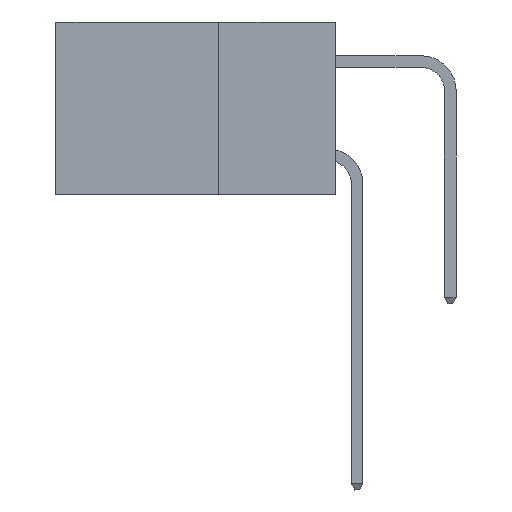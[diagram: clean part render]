
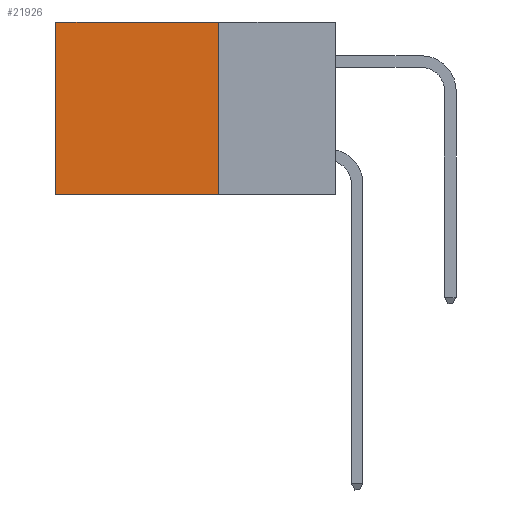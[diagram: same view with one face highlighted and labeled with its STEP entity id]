
A CAD part, left-side view. The second image highlights one B-rep face of the part: STEP entity #21926.
In plain terms, the highlighted planar face has unit normal (-1, 0, 0).
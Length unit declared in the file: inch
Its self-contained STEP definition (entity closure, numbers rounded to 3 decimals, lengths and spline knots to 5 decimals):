
#44 = DIRECTION ( 'NONE',  ( 0., 0., -1. ) ) ;
#1038 = ORIENTED_EDGE ( 'NONE', *, *, #21326, .T. ) ;
#2243 = EDGE_CURVE ( 'NONE', #3003, #14913, #16387, .T. ) ;
#2395 = CARTESIAN_POINT ( 'NONE',  ( 0.2875, 0.6, 0. ) ) ;
#3003 = VERTEX_POINT ( 'NONE', #2395 ) ;
#4139 = LINE ( 'NONE', #34614, #18360 ) ;
#4968 = LINE ( 'NONE', #12154, #14617 ) ;
#5405 = FACE_OUTER_BOUND ( 'NONE', #20254, .T. ) ;
#5861 = ORIENTED_EDGE ( 'NONE', *, *, #2243, .T. ) ;
#8108 = DIRECTION ( 'NONE',  ( 0., 1., 0. ) ) ;
#8498 = DIRECTION ( 'NONE',  ( 0., 1., 0. ) ) ;
#12129 = EDGE_CURVE ( 'NONE', #16145, #14913, #4139, .T. ) ;
#12154 = CARTESIAN_POINT ( 'NONE',  ( 0.2875, 0.25, 0. ) ) ;
#12166 = VECTOR ( 'NONE', #8498, 39.37008 ) ;
#13056 = ORIENTED_EDGE ( 'NONE', *, *, #29546, .F. ) ;
#14098 = DIRECTION ( 'NONE',  ( 0., 0., -1. ) ) ;
#14617 = VECTOR ( 'NONE', #25061, 39.37008 ) ;
#14913 = VERTEX_POINT ( 'NONE', #34249 ) ;
#16145 = VERTEX_POINT ( 'NONE', #20396 ) ;
#16387 = LINE ( 'NONE', #21151, #29645 ) ;
#16947 = ORIENTED_EDGE ( 'NONE', *, *, #12129, .F. ) ;
#18360 = VECTOR ( 'NONE', #8108, 39.37008 ) ;
#18829 = PLANE ( 'NONE',  #22603 ) ;
#20254 = EDGE_LOOP ( 'NONE', ( #5861, #16947, #13056, #1038 ) ) ;
#20396 = CARTESIAN_POINT ( 'NONE',  ( 0.2875, 0.25, -0.37 ) ) ;
#20942 = LINE ( 'NONE', #24505, #12166 ) ;
#21151 = CARTESIAN_POINT ( 'NONE',  ( 0.2875, 0.6, 0. ) ) ;
#21326 = EDGE_CURVE ( 'NONE', #32789, #3003, #20942, .T. ) ;
#21926 = ADVANCED_FACE ( 'NONE', ( #5405 ), #18829, .F. ) ;
#22603 = AXIS2_PLACEMENT_3D ( 'NONE', #34581, #29979, #14098 ) ;
#23669 = CARTESIAN_POINT ( 'NONE',  ( 0.2875, 0.25, 0. ) ) ;
#24505 = CARTESIAN_POINT ( 'NONE',  ( 0.2875, 0.25, 0. ) ) ;
#25061 = DIRECTION ( 'NONE',  ( 0., 0., -1. ) ) ;
#29546 = EDGE_CURVE ( 'NONE', #32789, #16145, #4968, .T. ) ;
#29645 = VECTOR ( 'NONE', #44, 39.37008 ) ;
#29979 = DIRECTION ( 'NONE',  ( 1., 0., 0. ) ) ;
#32789 = VERTEX_POINT ( 'NONE', #23669 ) ;
#34249 = CARTESIAN_POINT ( 'NONE',  ( 0.2875, 0.6, -0.37 ) ) ;
#34581 = CARTESIAN_POINT ( 'NONE',  ( 0.2875, 0.25, 0. ) ) ;
#34614 = CARTESIAN_POINT ( 'NONE',  ( 0.2875, 0.25, -0.37 ) ) ;
